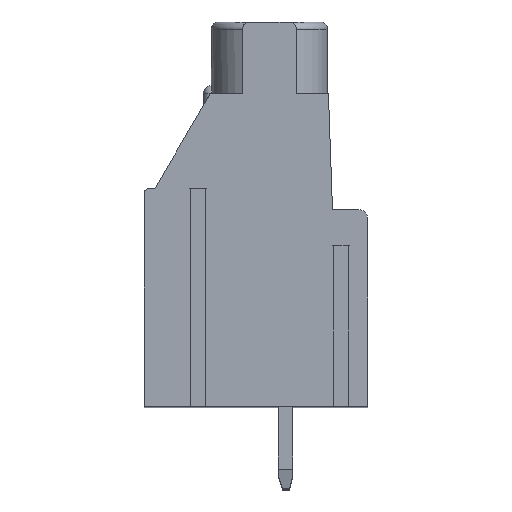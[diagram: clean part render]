
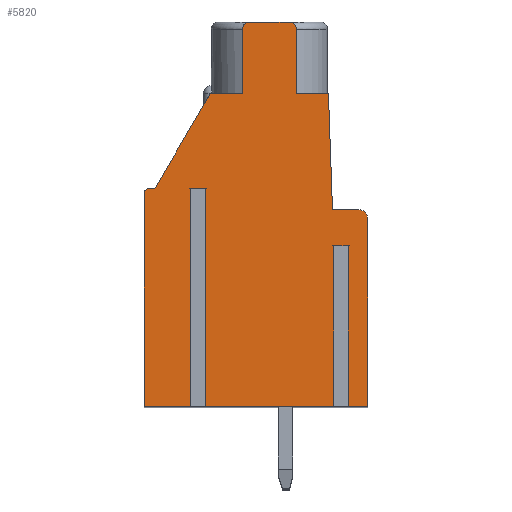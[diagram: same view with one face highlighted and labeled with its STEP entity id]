
A CAD part, top view. The second image highlights one B-rep face of the part: STEP entity #5820.
In plain terms, the highlighted planar face has unit normal (0, 0, 1).
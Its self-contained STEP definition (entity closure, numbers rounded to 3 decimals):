
#27=DIRECTION('',(-1.,0.,0.));
#28=VECTOR('',#27,0.82);
#29=CARTESIAN_POINT('',(-2.09,1.2,41.91));
#30=LINE('',#29,#28);
#31=DIRECTION('',(0.,1.,0.));
#32=VECTOR('',#31,12.2);
#33=CARTESIAN_POINT('',(-2.91,-11.,41.91));
#34=LINE('',#33,#32);
#35=DIRECTION('',(1.,0.,0.));
#36=VECTOR('',#35,2.59);
#37=CARTESIAN_POINT('',(-5.5,-11.,41.91));
#38=LINE('',#37,#36);
#39=DIRECTION('',(0.,-1.,0.));
#40=VECTOR('',#39,11.9);
#41=CARTESIAN_POINT('',(-5.5,0.9,41.91));
#42=LINE('',#41,#40);
#43=CARTESIAN_POINT('',(-5.2,0.9,41.91));
#44=DIRECTION('',(0.,0.,1.));
#45=DIRECTION('',(0.,1.,0.));
#46=AXIS2_PLACEMENT_3D('',#43,#44,#45);
#48=DIRECTION('',(-1.,0.,0.));
#49=VECTOR('',#48,0.3);
#50=CARTESIAN_POINT('',(-4.9,1.2,41.91));
#51=LINE('',#50,#49);
#52=DIRECTION('',(-0.505,-0.863,0.));
#53=VECTOR('',#52,6.14);
#54=CARTESIAN_POINT('',(-1.8,6.5,41.91));
#55=LINE('',#54,#53);
#56=DIRECTION('',(-1.,0.,0.));
#57=VECTOR('',#56,1.8);
#58=CARTESIAN_POINT('',(0.,6.5,41.91));
#59=LINE('',#58,#57);
#60=DIRECTION('',(0.,-1.,0.));
#61=VECTOR('',#60,3.6);
#62=CARTESIAN_POINT('',(0.,10.1,41.91));
#63=LINE('',#62,#61);
#64=CARTESIAN_POINT('',(0.4,10.1,41.91));
#65=DIRECTION('',(0.,0.,1.));
#66=DIRECTION('',(0.,1.,0.));
#67=AXIS2_PLACEMENT_3D('',#64,#65,#66);
#69=DIRECTION('',(-1.,0.,0.));
#70=VECTOR('',#69,2.2);
#71=CARTESIAN_POINT('',(2.6,10.5,41.91));
#72=LINE('',#71,#70);
#73=CARTESIAN_POINT('',(2.6,10.1,41.91));
#74=DIRECTION('',(0.,0.,1.));
#75=DIRECTION('',(1.,0.,0.));
#76=AXIS2_PLACEMENT_3D('',#73,#74,#75);
#78=DIRECTION('',(0.,1.,0.));
#79=VECTOR('',#78,3.6);
#80=CARTESIAN_POINT('',(3.,6.5,41.91));
#81=LINE('',#80,#79);
#82=DIRECTION('',(-1.,0.,0.));
#83=VECTOR('',#82,1.8);
#84=CARTESIAN_POINT('',(4.8,6.5,41.91));
#85=LINE('',#84,#83);
#86=DIRECTION('',(-0.035,0.999,0.));
#87=VECTOR('',#86,6.504);
#88=CARTESIAN_POINT('',(5.027,0.,41.91));
#89=LINE('',#88,#87);
#90=DIRECTION('',(-1.,0.,0.));
#91=VECTOR('',#90,1.473);
#92=CARTESIAN_POINT('',(6.5,0.,41.91));
#93=LINE('',#92,#91);
#94=CARTESIAN_POINT('',(6.5,-0.5,41.91));
#95=DIRECTION('',(0.,0.,1.));
#96=DIRECTION('',(1.,0.,0.));
#97=AXIS2_PLACEMENT_3D('',#94,#95,#96);
#99=DIRECTION('',(0.,1.,0.));
#100=VECTOR('',#99,10.5);
#101=CARTESIAN_POINT('',(7.,-11.,41.91));
#102=LINE('',#101,#100);
#103=DIRECTION('',(1.,0.,0.));
#104=VECTOR('',#103,1.09);
#105=CARTESIAN_POINT('',(5.91,-11.,41.91));
#106=LINE('',#105,#104);
#107=DIRECTION('',(0.,1.,0.));
#108=VECTOR('',#107,9.);
#109=CARTESIAN_POINT('',(5.91,-11.,41.91));
#110=LINE('',#109,#108);
#111=DIRECTION('',(-1.,0.,0.));
#112=VECTOR('',#111,0.82);
#113=CARTESIAN_POINT('',(5.91,-2.,41.91));
#114=LINE('',#113,#112);
#115=DIRECTION('',(0.,1.,0.));
#116=VECTOR('',#115,9.);
#117=CARTESIAN_POINT('',(5.09,-11.,41.91));
#118=LINE('',#117,#116);
#119=DIRECTION('',(1.,0.,0.));
#120=VECTOR('',#119,7.18);
#121=CARTESIAN_POINT('',(-2.09,-11.,41.91));
#122=LINE('',#121,#120);
#123=DIRECTION('',(0.,1.,0.));
#124=VECTOR('',#123,12.2);
#125=CARTESIAN_POINT('',(-2.09,-11.,41.91));
#126=LINE('',#125,#124);
#4579=CARTESIAN_POINT('',(7.,-11.,41.91));
#4580=CARTESIAN_POINT('',(7.,-0.5,41.91));
#4581=VERTEX_POINT('',#4579);
#4582=VERTEX_POINT('',#4580);
#4583=CARTESIAN_POINT('',(6.5,0.,41.91));
#4584=VERTEX_POINT('',#4583);
#4585=CARTESIAN_POINT('',(5.027,0.,41.91));
#4586=VERTEX_POINT('',#4585);
#4587=CARTESIAN_POINT('',(4.8,6.5,41.91));
#4588=VERTEX_POINT('',#4587);
#4589=CARTESIAN_POINT('',(3.,6.5,41.91));
#4590=VERTEX_POINT('',#4589);
#4591=CARTESIAN_POINT('',(3.,10.1,41.91));
#4592=VERTEX_POINT('',#4591);
#4593=CARTESIAN_POINT('',(2.6,10.5,41.91));
#4594=VERTEX_POINT('',#4593);
#4595=CARTESIAN_POINT('',(0.4,10.5,41.91));
#4596=VERTEX_POINT('',#4595);
#4597=CARTESIAN_POINT('',(0.,10.1,41.91));
#4598=VERTEX_POINT('',#4597);
#4599=CARTESIAN_POINT('',(0.,6.5,41.91));
#4600=VERTEX_POINT('',#4599);
#4601=CARTESIAN_POINT('',(-1.8,6.5,41.91));
#4602=VERTEX_POINT('',#4601);
#4603=CARTESIAN_POINT('',(-4.9,1.2,41.91));
#4604=VERTEX_POINT('',#4603);
#4605=CARTESIAN_POINT('',(-5.2,1.2,41.91));
#4606=VERTEX_POINT('',#4605);
#4607=CARTESIAN_POINT('',(-5.5,0.9,41.91));
#4608=VERTEX_POINT('',#4607);
#4609=CARTESIAN_POINT('',(-5.5,-11.,41.91));
#4610=VERTEX_POINT('',#4609);
#4731=CARTESIAN_POINT('',(5.91,-2.,41.91));
#4732=CARTESIAN_POINT('',(5.09,-2.,41.91));
#4733=VERTEX_POINT('',#4731);
#4734=VERTEX_POINT('',#4732);
#4735=CARTESIAN_POINT('',(5.09,-11.,41.91));
#4736=VERTEX_POINT('',#4735);
#4737=CARTESIAN_POINT('',(5.91,-11.,41.91));
#4738=VERTEX_POINT('',#4737);
#4755=CARTESIAN_POINT('',(-2.09,1.2,41.91));
#4756=CARTESIAN_POINT('',(-2.91,1.2,41.91));
#4757=VERTEX_POINT('',#4755);
#4758=VERTEX_POINT('',#4756);
#4759=CARTESIAN_POINT('',(-2.09,-11.,41.91));
#4760=VERTEX_POINT('',#4759);
#4761=CARTESIAN_POINT('',(-2.91,-11.,41.91));
#4762=VERTEX_POINT('',#4761);
#5765=CARTESIAN_POINT('',(0.,0.,41.91));
#5766=DIRECTION('',(0.,0.,1.));
#5767=DIRECTION('',(1.,0.,0.));
#5768=AXIS2_PLACEMENT_3D('',#5765,#5766,#5767);
#5769=PLANE('',#5768);
#5771=ORIENTED_EDGE('',*,*,#5770,.T.);
#5773=ORIENTED_EDGE('',*,*,#5772,.F.);
#5775=ORIENTED_EDGE('',*,*,#5774,.F.);
#5777=ORIENTED_EDGE('',*,*,#5776,.F.);
#5779=ORIENTED_EDGE('',*,*,#5778,.F.);
#5781=ORIENTED_EDGE('',*,*,#5780,.F.);
#5783=ORIENTED_EDGE('',*,*,#5782,.F.);
#5785=ORIENTED_EDGE('',*,*,#5784,.F.);
#5787=ORIENTED_EDGE('',*,*,#5786,.F.);
#5789=ORIENTED_EDGE('',*,*,#5788,.F.);
#5791=ORIENTED_EDGE('',*,*,#5790,.F.);
#5793=ORIENTED_EDGE('',*,*,#5792,.F.);
#5795=ORIENTED_EDGE('',*,*,#5794,.F.);
#5797=ORIENTED_EDGE('',*,*,#5796,.F.);
#5799=ORIENTED_EDGE('',*,*,#5798,.F.);
#5801=ORIENTED_EDGE('',*,*,#5800,.F.);
#5803=ORIENTED_EDGE('',*,*,#5802,.F.);
#5805=ORIENTED_EDGE('',*,*,#5804,.F.);
#5807=ORIENTED_EDGE('',*,*,#5806,.F.);
#5809=ORIENTED_EDGE('',*,*,#5808,.T.);
#5811=ORIENTED_EDGE('',*,*,#5810,.T.);
#5813=ORIENTED_EDGE('',*,*,#5812,.F.);
#5815=ORIENTED_EDGE('',*,*,#5814,.F.);
#5817=ORIENTED_EDGE('',*,*,#5816,.T.);
#5818=EDGE_LOOP('',(#5771,#5773,#5775,#5777,#5779,#5781,#5783,#5785,#5787,#5789,
#5791,#5793,#5795,#5797,#5799,#5801,#5803,#5805,#5807,#5809,#5811,#5813,#5815,
#5817));
#5819=FACE_OUTER_BOUND('',#5818,.F.);
#47=CIRCLE('',#46,0.3);
#68=CIRCLE('',#67,0.4);
#77=CIRCLE('',#76,0.4);
#98=CIRCLE('',#97,0.5);
#5770=EDGE_CURVE('',#4757,#4758,#30,.T.);
#5772=EDGE_CURVE('',#4762,#4758,#34,.T.);
#5774=EDGE_CURVE('',#4610,#4762,#38,.T.);
#5776=EDGE_CURVE('',#4608,#4610,#42,.T.);
#5778=EDGE_CURVE('',#4606,#4608,#47,.T.);
#5780=EDGE_CURVE('',#4604,#4606,#51,.T.);
#5782=EDGE_CURVE('',#4602,#4604,#55,.T.);
#5784=EDGE_CURVE('',#4600,#4602,#59,.T.);
#5786=EDGE_CURVE('',#4598,#4600,#63,.T.);
#5788=EDGE_CURVE('',#4596,#4598,#68,.T.);
#5790=EDGE_CURVE('',#4594,#4596,#72,.T.);
#5792=EDGE_CURVE('',#4592,#4594,#77,.T.);
#5794=EDGE_CURVE('',#4590,#4592,#81,.T.);
#5796=EDGE_CURVE('',#4588,#4590,#85,.T.);
#5798=EDGE_CURVE('',#4586,#4588,#89,.T.);
#5800=EDGE_CURVE('',#4584,#4586,#93,.T.);
#5802=EDGE_CURVE('',#4582,#4584,#98,.T.);
#5804=EDGE_CURVE('',#4581,#4582,#102,.T.);
#5806=EDGE_CURVE('',#4738,#4581,#106,.T.);
#5808=EDGE_CURVE('',#4738,#4733,#110,.T.);
#5810=EDGE_CURVE('',#4733,#4734,#114,.T.);
#5812=EDGE_CURVE('',#4736,#4734,#118,.T.);
#5814=EDGE_CURVE('',#4760,#4736,#122,.T.);
#5816=EDGE_CURVE('',#4760,#4757,#126,.T.);
#5820=ADVANCED_FACE('',(#5819),#5769,.T.);
